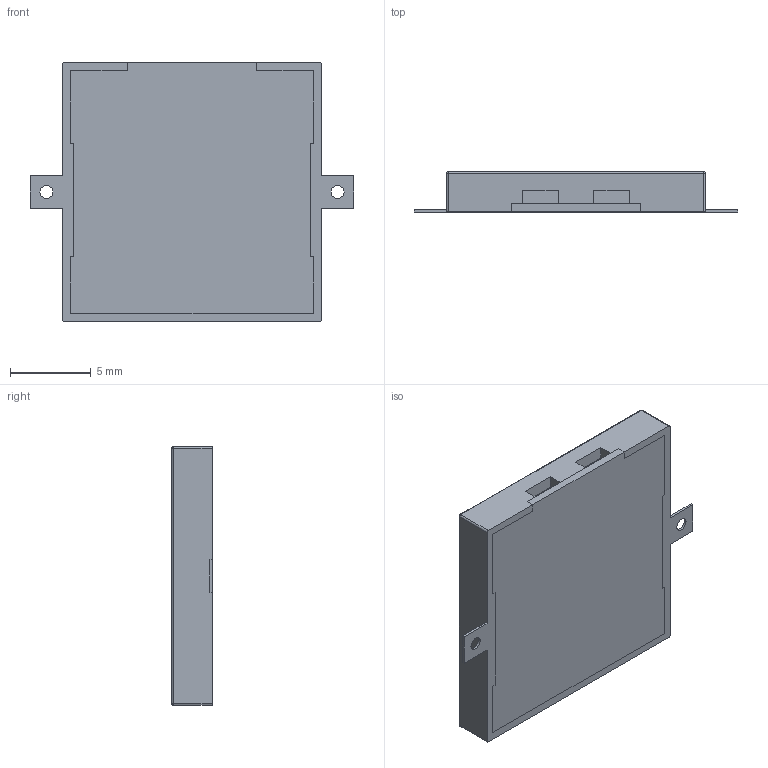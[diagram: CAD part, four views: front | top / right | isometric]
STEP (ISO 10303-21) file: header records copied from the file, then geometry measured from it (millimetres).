
FILE_DESCRIPTION (( 'STEP AP214' ), '1' );
FILE_NAME ('CUI_DEVICES_CPT-2016-75-SMT-TR.step', '2019-10-20T21:43:13', ( '' ), ( '' ), 'SwSTEP 2.0', 'SolidWorks 2019', '' );
FILE_SCHEMA (( 'AUTOMOTIVE_DESIGN' ));
Length unit declared in the file: inch
Products named in the file (1): CUI_DEVICES_CPT-2016-75-SMT-TR
Bounding box: 20 x 2.5 x 16 mm (x, y, z)
Volume: 307.2 mm3; surface area: 1280.1 mm2
Topology: 2 solids, 2 shells, 96 faces, 254 edges, 162 vertices
Faces by surface type: plane 64, cylinder 28, sphere 4
Entity records: 3149 total; most frequent: CARTESIAN_POINT 509, DIRECTION 500, ORIENTED_EDGE 500, EDGE_CURVE 250, LINE 194, VECTOR 194, VERTEX_POINT 162, AXIS2_PLACEMENT_3D 153
